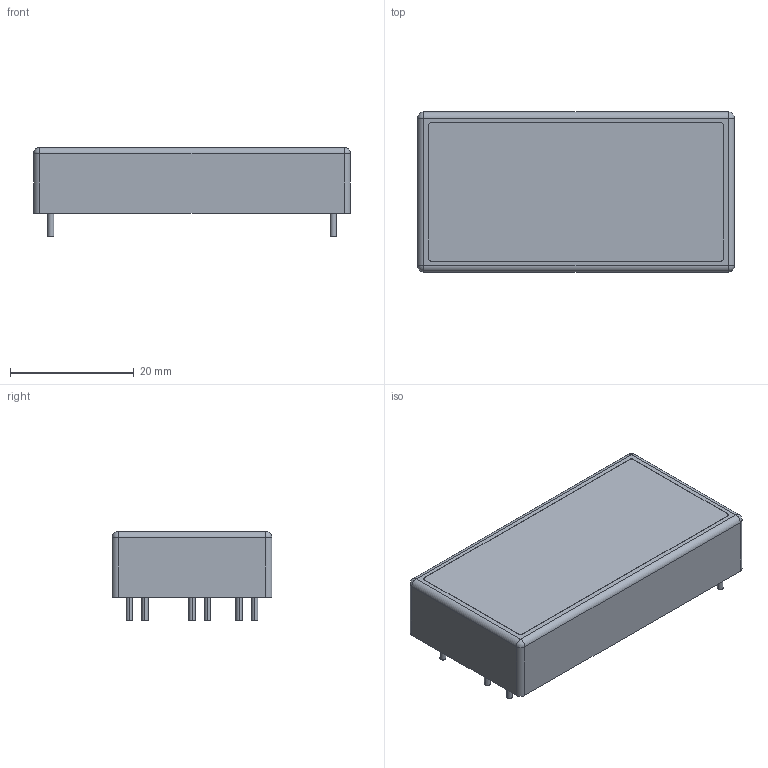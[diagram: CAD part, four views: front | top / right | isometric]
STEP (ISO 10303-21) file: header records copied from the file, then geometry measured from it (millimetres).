
FILE_DESCRIPTION((''),'2;1');
FILE_NAME('DCDC_TRACO_TEN60N.stp','2015-05-08T17:21:32',(''),(''),'Mechanical Desktop 2011','Mechanical Desktop 2011',', , ');
FILE_SCHEMA(('AUTOMOTIVE_DESIGN { 1 2 10303 214 1 1 1 1 }'));
Length unit declared in the file: millimetre
Products named in the file (1): Product
Bounding box: 51.3 x 25.9 x 14.5 mm (x, y, z)
Volume: 14180.2 mm3; surface area: 6444.8 mm2
Topology: 8 solids, 8 shells, 52 faces, 100 edges, 60 vertices
Faces by surface type: cylinder 24, plane 24, sphere 4
Entity records: 1344 total; most frequent: DIRECTION 250, CARTESIAN_POINT 209, ORIENTED_EDGE 192, AXIS2_PLACEMENT_3D 101, EDGE_CURVE 96, VERTEX_POINT 60, EDGE_LOOP 52, FACE_OUTER_BOUND 52
